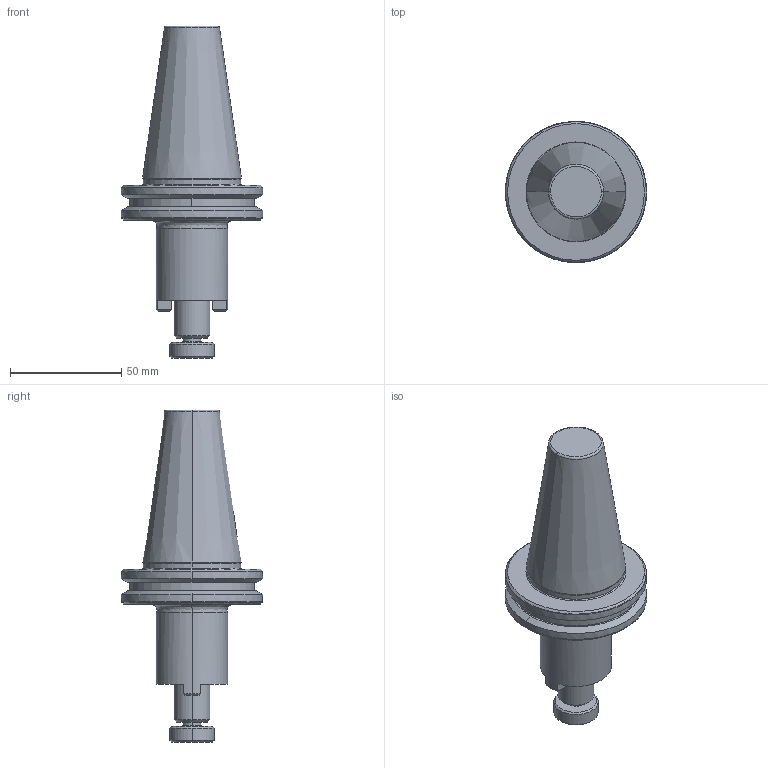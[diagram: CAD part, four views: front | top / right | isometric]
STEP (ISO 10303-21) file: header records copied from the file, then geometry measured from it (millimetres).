
FILE_DESCRIPTION (( 'STEP AP203' ), '1' );
FILE_NAME ('SK 40 CSMA16 055 AD-6.3G15000 SL SP.STEP', '2019-05-07T04:06:43', ( '' ), ( '' ), 'SwSTEP 2.0', 'SolidWorks 2014', '' );
FILE_SCHEMA (( 'CONFIG_CONTROL_DESIGN' ));
Length unit declared in the file: millimetre
Products named in the file (1): SK 40 CSMA16 055 AD-6.3G15000 SL SP
Bounding box: 63.55 x 63.55 x 149.4 mm (x, y, z)
Volume: 152283 mm3; surface area: 22473.4 mm2
Topology: 1 solids, 1 shells, 82 faces, 189 edges, 116 vertices
Faces by surface type: cone 22, cylinder 19, plane 19, bspline 14, torus 8
Entity records: 3176 total; most frequent: CARTESIAN_POINT 1278, DIRECTION 397, ORIENTED_EDGE 378, EDGE_CURVE 189, AXIS2_PLACEMENT_3D 171, VERTEX_POINT 116, CIRCLE 102, EDGE_LOOP 89
